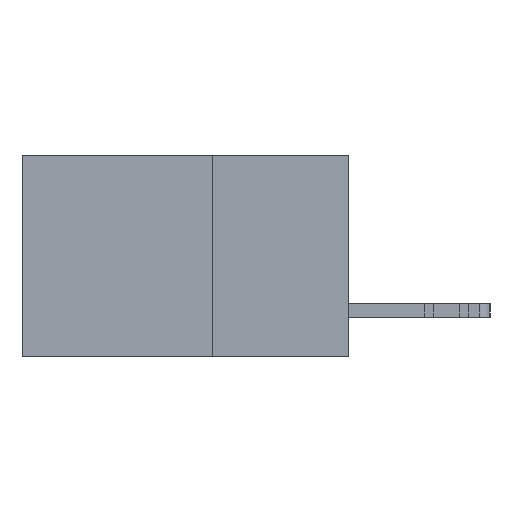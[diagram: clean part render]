
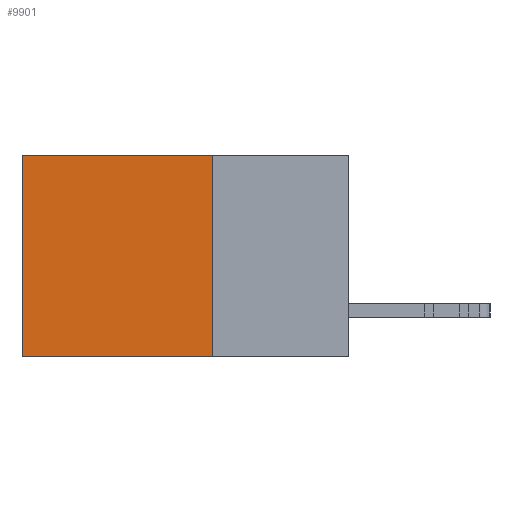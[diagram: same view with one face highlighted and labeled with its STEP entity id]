
A CAD part, left-side view. The second image highlights one B-rep face of the part: STEP entity #9901.
In plain terms, the highlighted planar face has unit normal (-1, 0, 0).
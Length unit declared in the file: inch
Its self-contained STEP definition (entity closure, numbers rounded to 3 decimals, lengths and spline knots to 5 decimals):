
#33 = CARTESIAN_POINT ( 'NONE',  ( 0.2615, 0.25, 0. ) ) ;
#610 = EDGE_CURVE ( 'NONE', #16818, #2804, #18405, .T. ) ;
#757 = CARTESIAN_POINT ( 'NONE',  ( 0.2615, 0.6, 0. ) ) ;
#1098 = CARTESIAN_POINT ( 'NONE',  ( 0.2615, 0.25, -0.37 ) ) ;
#1850 = CARTESIAN_POINT ( 'NONE',  ( 0.2615, 0.25, -0.37 ) ) ;
#2700 = VERTEX_POINT ( 'NONE', #1850 ) ;
#2804 = VERTEX_POINT ( 'NONE', #757 ) ;
#3562 = CARTESIAN_POINT ( 'NONE',  ( 0.2615, 0.25, 0. ) ) ;
#4580 = CARTESIAN_POINT ( 'NONE',  ( 0.2615, 0.6, -0.37 ) ) ;
#6602 = ORIENTED_EDGE ( 'NONE', *, *, #19196, .F. ) ;
#6603 = VECTOR ( 'NONE', #12804, 39.37008 ) ;
#7436 = CARTESIAN_POINT ( 'NONE',  ( 0.2615, 0.25, -0.37 ) ) ;
#7598 = DIRECTION ( 'NONE',  ( 0., 0., -1. ) ) ;
#7709 = ORIENTED_EDGE ( 'NONE', *, *, #610, .T. ) ;
#8278 = EDGE_CURVE ( 'NONE', #16818, #2700, #23044, .T. ) ;
#8452 = LINE ( 'NONE', #4580, #13655 ) ;
#9901 = ADVANCED_FACE ( 'NONE', ( #24739 ), #22759, .F. ) ;
#12392 = LINE ( 'NONE', #1098, #6603 ) ;
#12593 = VECTOR ( 'NONE', #25239, 39.37008 ) ;
#12804 = DIRECTION ( 'NONE',  ( 0., 1., 0. ) ) ;
#13025 = EDGE_LOOP ( 'NONE', ( #14023, #6602, #17486, #7709 ) ) ;
#13655 = VECTOR ( 'NONE', #16276, 39.37008 ) ;
#14023 = ORIENTED_EDGE ( 'NONE', *, *, #17727, .T. ) ;
#14927 = CARTESIAN_POINT ( 'NONE',  ( 0.2615, 0.6, -0.37 ) ) ;
#16276 = DIRECTION ( 'NONE',  ( 0., 0., -1. ) ) ;
#16818 = VERTEX_POINT ( 'NONE', #3562 ) ;
#17262 = VECTOR ( 'NONE', #7598, 39.37008 ) ;
#17486 = ORIENTED_EDGE ( 'NONE', *, *, #8278, .F. ) ;
#17727 = EDGE_CURVE ( 'NONE', #2804, #21864, #8452, .T. ) ;
#18405 = LINE ( 'NONE', #33, #12593 ) ;
#19196 = EDGE_CURVE ( 'NONE', #2700, #21864, #12392, .T. ) ;
#21864 = VERTEX_POINT ( 'NONE', #14927 ) ;
#22735 = DIRECTION ( 'NONE',  ( 0., 0., -1. ) ) ;
#22744 = DIRECTION ( 'NONE',  ( 1., 0., 0. ) ) ;
#22759 = PLANE ( 'NONE',  #23655 ) ;
#22790 = CARTESIAN_POINT ( 'NONE',  ( 0.2615, 0.25, -0.37 ) ) ;
#23044 = LINE ( 'NONE', #7436, #17262 ) ;
#23655 = AXIS2_PLACEMENT_3D ( 'NONE', #22790, #22744, #22735 ) ;
#24739 = FACE_OUTER_BOUND ( 'NONE', #13025, .T. ) ;
#25239 = DIRECTION ( 'NONE',  ( 0., 1., 0. ) ) ;
